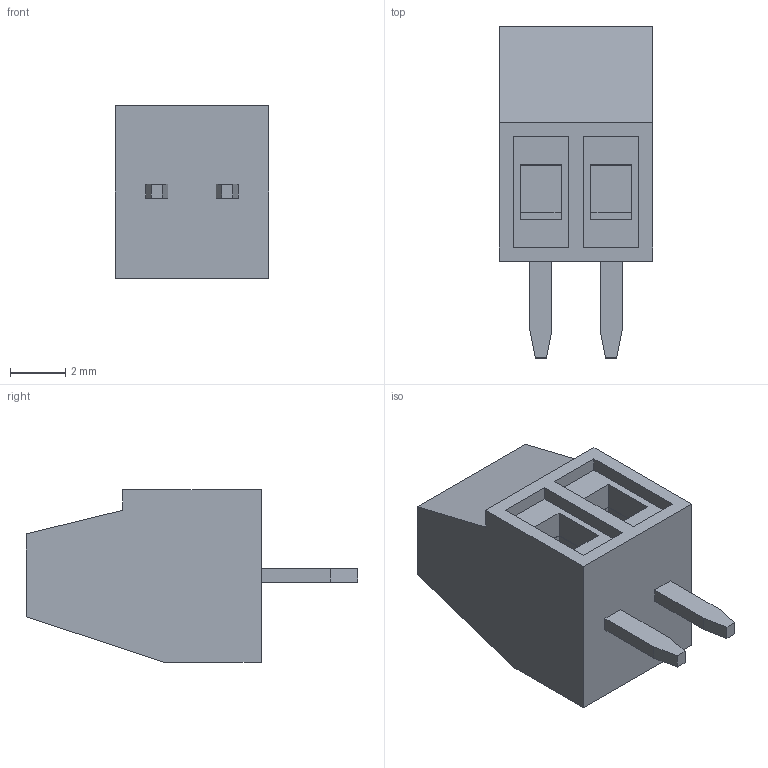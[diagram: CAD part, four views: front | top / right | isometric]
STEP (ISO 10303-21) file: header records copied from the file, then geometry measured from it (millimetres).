
FILE_DESCRIPTION (( 'STEP AP214' ), '1' );
FILE_NAME ('395E1783-49DC-457A-9DF0-6B9766326D39.STEP', '2023-06-09T23:01:57', ( '' ), ( '' ), 'SwSTEP 2.0', 'SolidWorks 2022', '' );
FILE_SCHEMA (( 'AUTOMOTIVE_DESIGN' ));
Length unit declared in the file: millimetre
Products named in the file (1): 395E1783-49DC-457A-9DF0-6B9766326D39
Bounding box: 5.54 x 12 x 6.25 mm (x, y, z)
Volume: 209 mm3; surface area: 495.7 mm2
Topology: 5 solids, 5 shells, 95 faces, 243 edges, 162 vertices
Faces by surface type: plane 85, cylinder 10
Entity records: 3173 total; most frequent: CARTESIAN_POINT 501, ORIENTED_EDGE 486, DIRECTION 463, EDGE_CURVE 243, VECTOR 215, LINE 215, VERTEX_POINT 162, AXIS2_PLACEMENT_3D 124
